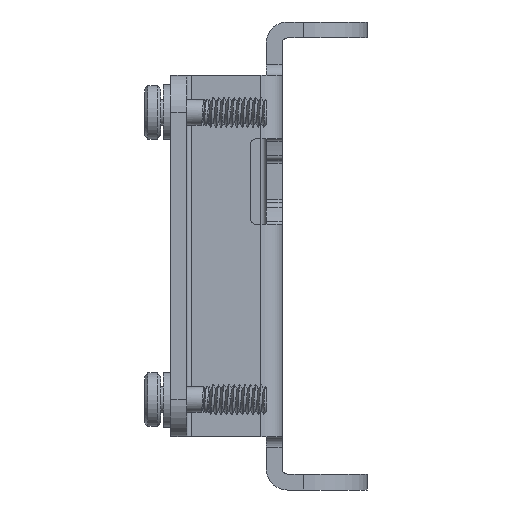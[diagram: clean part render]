
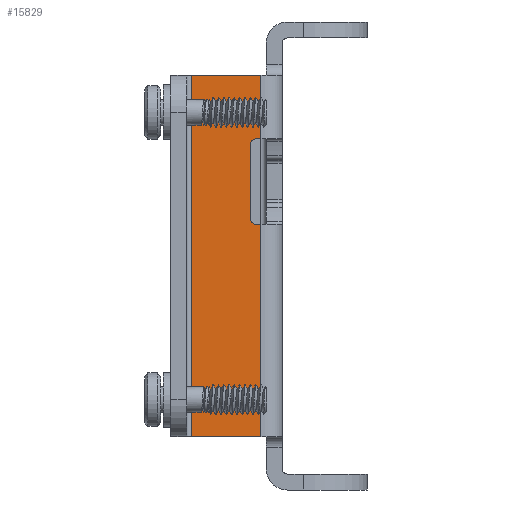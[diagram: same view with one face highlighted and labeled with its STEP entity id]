
A CAD part, left-side view. The second image highlights one B-rep face of the part: STEP entity #15829.
In plain terms, the highlighted planar face has unit normal (-1, 0, 0).
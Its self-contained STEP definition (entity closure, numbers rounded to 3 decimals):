
#2477=DIRECTION('',(0.,-1.,0.));
#2478=VECTOR('',#2477,6.5);
#2479=CARTESIAN_POINT('',(-48.75,-0.5,-17.));
#2480=LINE('',#2479,#2478);
#2530=DIRECTION('',(0.,1.,0.));
#2531=VECTOR('',#2530,6.5);
#2532=CARTESIAN_POINT('',(-48.75,-7.,17.));
#2533=LINE('',#2532,#2531);
#2582=DIRECTION('',(0.,1.,0.));
#2583=VECTOR('',#2582,0.5);
#2584=CARTESIAN_POINT('',(-48.75,-7.,3.));
#2585=LINE('',#2584,#2583);
#2595=DIRECTION('',(0.,0.,1.));
#2596=VECTOR('',#2595,20.);
#2597=CARTESIAN_POINT('',(-48.75,-7.,-17.));
#2598=LINE('',#2597,#2596);
#2599=DIRECTION('',(0.,1.,0.));
#2600=VECTOR('',#2599,0.5);
#2601=CARTESIAN_POINT('',(-48.75,-7.,11.));
#2602=LINE('',#2601,#2600);
#2603=CARTESIAN_POINT('',(-48.75,-6.5,10.5));
#2604=DIRECTION('',(-1.,0.,0.));
#2605=DIRECTION('',(0.,0.,1.));
#2606=AXIS2_PLACEMENT_3D('',#2603,#2604,#2605);
#2608=DIRECTION('',(0.,0.,-1.));
#2609=VECTOR('',#2608,7.);
#2610=CARTESIAN_POINT('',(-48.75,-6.,10.5));
#2611=LINE('',#2610,#2609);
#2612=CARTESIAN_POINT('',(-48.75,-6.5,3.5));
#2613=DIRECTION('',(-1.,0.,0.));
#2614=DIRECTION('',(0.,1.,0.));
#2615=AXIS2_PLACEMENT_3D('',#2612,#2613,#2614);
#2617=DIRECTION('',(0.,0.,-1.));
#2618=VECTOR('',#2617,34.);
#2619=CARTESIAN_POINT('',(-48.75,-0.5,17.));
#2620=LINE('',#2619,#2618);
#5793=DIRECTION('',(0.,0.,1.));
#5794=VECTOR('',#5793,6.);
#5795=CARTESIAN_POINT('',(-48.75,-7.,11.));
#5796=LINE('',#5795,#5794);
#12077=CARTESIAN_POINT('',(-48.75,-0.5,-17.));
#12078=VERTEX_POINT('',#12077);
#12079=CARTESIAN_POINT('',(-48.75,-7.,-17.));
#12080=VERTEX_POINT('',#12079);
#12097=CARTESIAN_POINT('',(-48.75,-7.,17.));
#12098=VERTEX_POINT('',#12097);
#12099=CARTESIAN_POINT('',(-48.75,-0.5,17.));
#12100=VERTEX_POINT('',#12099);
#12119=CARTESIAN_POINT('',(-48.75,-7.,3.));
#12120=VERTEX_POINT('',#12119);
#12121=CARTESIAN_POINT('',(-48.75,-6.5,3.));
#12122=VERTEX_POINT('',#12121);
#12123=CARTESIAN_POINT('',(-48.75,-7.,11.));
#12124=VERTEX_POINT('',#12123);
#12125=CARTESIAN_POINT('',(-48.75,-6.5,11.));
#12126=VERTEX_POINT('',#12125);
#12127=CARTESIAN_POINT('',(-48.75,-6.,10.5));
#12128=VERTEX_POINT('',#12127);
#12129=CARTESIAN_POINT('',(-48.75,-6.,3.5));
#12130=VERTEX_POINT('',#12129);
#15806=CARTESIAN_POINT('',(-48.75,-3.75,0.));
#15807=DIRECTION('',(1.,0.,0.));
#15808=DIRECTION('',(0.,0.,-1.));
#15809=AXIS2_PLACEMENT_3D('',#15806,#15807,#15808);
#15810=PLANE('',#15809);
#15811=ORIENTED_EDGE('',*,*,#15801,.F.);
#15812=ORIENTED_EDGE('',*,*,#15675,.F.);
#15814=ORIENTED_EDGE('',*,*,#15813,.F.);
#15815=ORIENTED_EDGE('',*,*,#15722,.F.);
#15817=ORIENTED_EDGE('',*,*,#15816,.F.);
#15819=ORIENTED_EDGE('',*,*,#15818,.T.);
#15821=ORIENTED_EDGE('',*,*,#15820,.T.);
#15823=ORIENTED_EDGE('',*,*,#15822,.T.);
#15825=ORIENTED_EDGE('',*,*,#15824,.T.);
#15826=ORIENTED_EDGE('',*,*,#15780,.F.);
#15827=EDGE_LOOP('',(#15811,#15812,#15814,#15815,#15817,#15819,#15821,#15823,
#15825,#15826));
#15828=FACE_OUTER_BOUND('',#15827,.F.);
#2607=CIRCLE('',#2606,0.5);
#2616=CIRCLE('',#2615,0.5);
#15675=EDGE_CURVE('',#12078,#12080,#2480,.T.);
#15722=EDGE_CURVE('',#12098,#12100,#2533,.T.);
#15780=EDGE_CURVE('',#12120,#12122,#2585,.T.);
#15801=EDGE_CURVE('',#12080,#12120,#2598,.T.);
#15813=EDGE_CURVE('',#12100,#12078,#2620,.T.);
#15816=EDGE_CURVE('',#12124,#12098,#5796,.T.);
#15818=EDGE_CURVE('',#12124,#12126,#2602,.T.);
#15820=EDGE_CURVE('',#12126,#12128,#2607,.T.);
#15822=EDGE_CURVE('',#12128,#12130,#2611,.T.);
#15824=EDGE_CURVE('',#12130,#12122,#2616,.T.);
#15829=ADVANCED_FACE('',(#15828),#15810,.F.);
